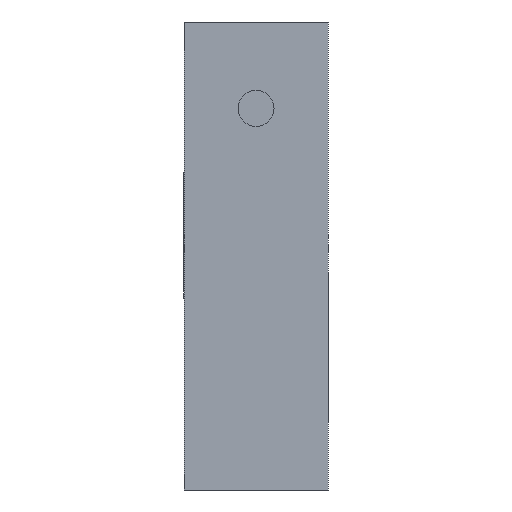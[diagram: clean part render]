
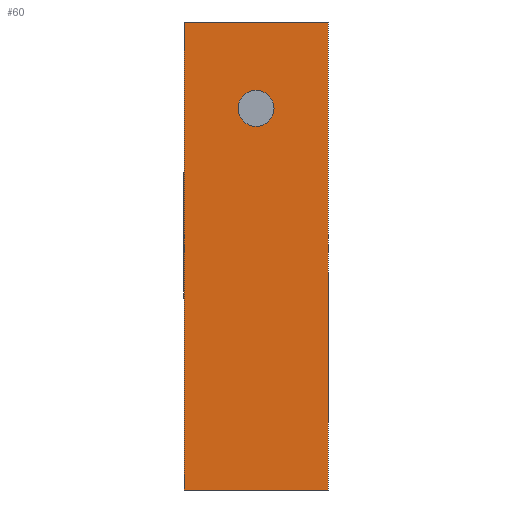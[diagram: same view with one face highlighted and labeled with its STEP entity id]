
A CAD part, front view. The second image highlights one B-rep face of the part: STEP entity #60.
In plain terms, the highlighted planar face has unit normal (0, -1, 0).
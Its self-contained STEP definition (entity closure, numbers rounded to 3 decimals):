
#60=ADVANCED_FACE('',(#119,#120),#80,.F.);
#80=PLANE('',#372);
#110=CIRCLE('',#371,0.25);
#119=FACE_BOUND('',#134,.T.);
#120=FACE_BOUND('',#135,.T.);
#134=EDGE_LOOP('',(#174));
#135=EDGE_LOOP('',(#175,#176,#177,#178));
#174=ORIENTED_EDGE('',*,*,#297,.F.);
#175=ORIENTED_EDGE('',*,*,#285,.T.);
#176=ORIENTED_EDGE('',*,*,#298,.F.);
#177=ORIENTED_EDGE('',*,*,#299,.F.);
#178=ORIENTED_EDGE('',*,*,#294,.T.);
#251=VERTEX_POINT('',#466);
#253=VERTEX_POINT('',#470);
#262=VERTEX_POINT('',#562);
#264=VERTEX_POINT('',#568);
#265=VERTEX_POINT('',#570);
#285=EDGE_CURVE('',#251,#253,#331,.T.);
#294=EDGE_CURVE('',#262,#251,#332,.T.);
#297=EDGE_CURVE('',#264,#264,#110,.T.);
#298=EDGE_CURVE('',#265,#253,#335,.T.);
#299=EDGE_CURVE('',#262,#265,#336,.T.);
#331=LINE('',#471,#349);
#332=LINE('',#561,#350);
#335=LINE('',#569,#353);
#336=LINE('',#571,#354);
#349=VECTOR('',#396,1.);
#350=VECTOR('',#407,1.);
#353=VECTOR('',#414,1.);
#354=VECTOR('',#415,1.);
#371=AXIS2_PLACEMENT_3D('',#567,#412,#413);
#372=AXIS2_PLACEMENT_3D('',#572,#416,#417);
#396=DIRECTION('',(0.,0.,-1.));
#407=DIRECTION('',(-1.,0.,0.));
#412=DIRECTION('',(0.,-1.,0.));
#413=DIRECTION('',(1.,0.,0.));
#414=DIRECTION('',(-1.,0.,0.));
#415=DIRECTION('',(0.,0.,-1.));
#416=DIRECTION('',(0.,1.,0.));
#417=DIRECTION('',(0.,0.,1.));
#466=CARTESIAN_POINT('',(0.,0.,6.5));
#470=CARTESIAN_POINT('',(0.,0.,0.));
#471=CARTESIAN_POINT('',(0.,0.,6.5));
#561=CARTESIAN_POINT('',(2.,0.,6.5));
#562=CARTESIAN_POINT('',(2.,0.,6.5));
#567=CARTESIAN_POINT('',(1.,0.,5.3));
#568=CARTESIAN_POINT('',(1.25,0.,5.3));
#569=CARTESIAN_POINT('',(2.,0.,0.));
#570=CARTESIAN_POINT('',(2.,0.,0.));
#571=CARTESIAN_POINT('',(2.,0.,6.5));
#572=CARTESIAN_POINT('',(2.,0.,6.5));
